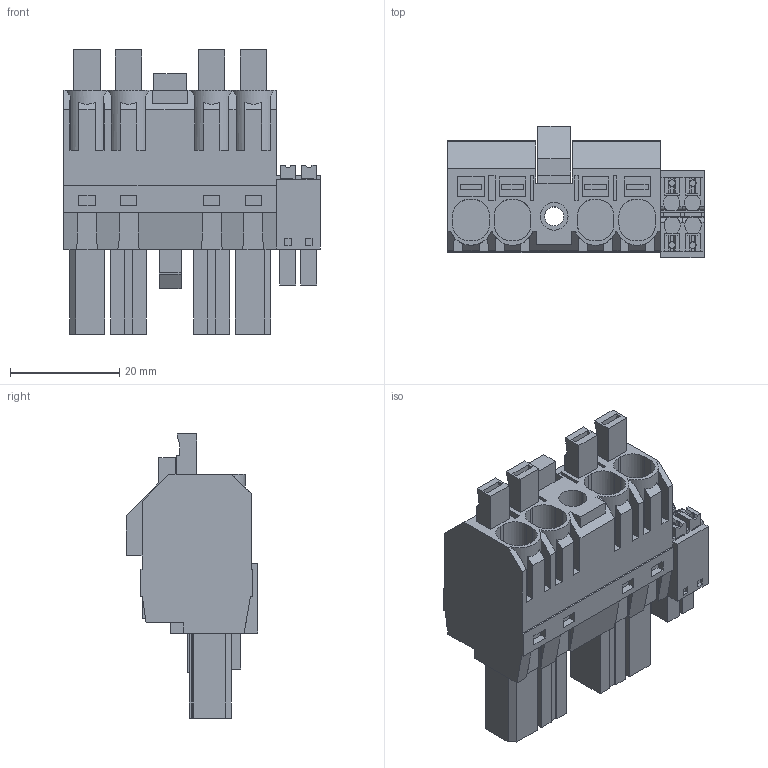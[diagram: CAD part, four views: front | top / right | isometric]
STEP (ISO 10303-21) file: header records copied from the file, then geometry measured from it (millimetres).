
FILE_DESCRIPTION(('CATIA V5 STEP Exchange','CAx-IF Rec.Pracs.--- Model Styling and Organization---1.4--- 2014-01-23'),'2;1');
FILE_NAME ('324583-3_0_2628900000_2628900000.stp','2023-09-07T12:40:32+00:00',('none'),('Weidmueller'),'CATIA Version 5-6 Release 2016 SP3 HF44','CATIA V5 STEP AP214','none');
FILE_SCHEMA(('AUTOMOTIVE_DESIGN { 1 0 10303 214 1 1 1 1 }'));
Length unit declared in the file: millimetre
Products named in the file (1): 2628900000
Bounding box: 47.03 x 24.13 x 52.11 mm (x, y, z)
Volume: 23790.9 mm3; surface area: 13063.9 mm2
Topology: 10 solids, 10 shells, 717 faces, 1957 edges, 1301 vertices
Faces by surface type: plane 657, cylinder 60
Entity records: 21617 total; most frequent: CARTESIAN_POINT 4236, ORIENTED_EDGE 3914, DIRECTION 2962, EDGE_CURVE 1957, VECTOR 1779, LINE 1779, VERTEX_POINT 1301, EDGE_LOOP 768
